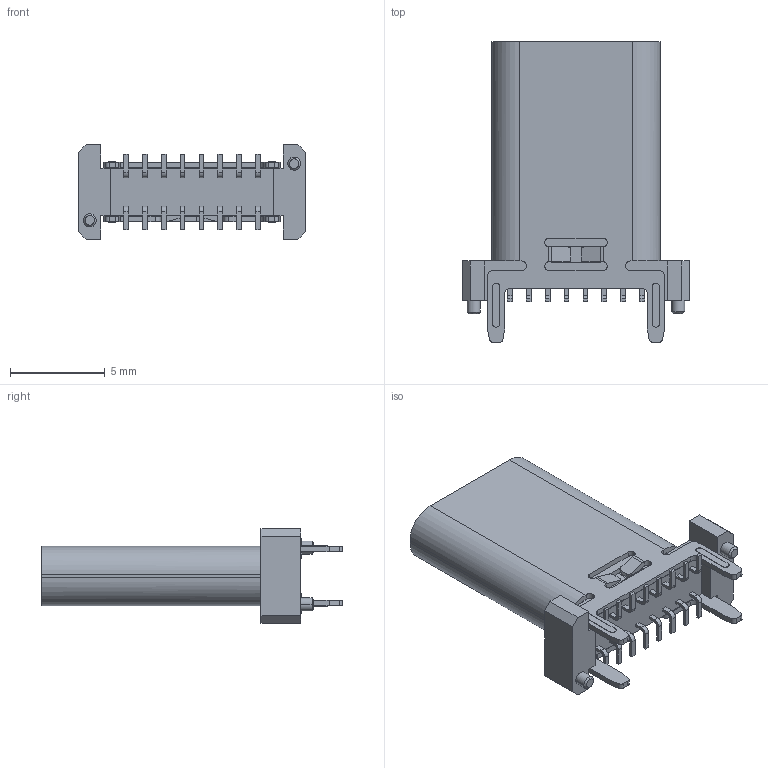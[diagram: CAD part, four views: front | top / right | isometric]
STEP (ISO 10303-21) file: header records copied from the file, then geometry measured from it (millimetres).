
FILE_DESCRIPTION((''),'2;1');
FILE_NAME('TYPE-C_16PIN___A_H0009','2025-02-28T09:01:59',('Administrator'),(''),'CREO PARAMETRIC BY PTC INC, 2020154','CREO PARAMETRIC BY PTC INC, 2020154','');
FILE_SCHEMA(('AUTOMOTIVE_DESIGN { 1 0 10303 214 1 1 1 1 }'));
Length unit declared in the file: millimetre
Products named in the file (1): TYPE-C_16PIN___A_H0009
Bounding box: 12 x 15.9 x 5 mm (x, y, z)
Volume: 276.8 mm3; surface area: 908.9 mm2
Topology: 1 solids, 1 shells, 542 faces, 1536 edges, 1015 vertices
Faces by surface type: plane 374, cylinder 156, cone 12
Entity records: 22331 total; most frequent: CARTESIAN_POINT 3259, ORIENTED_EDGE 3072, DIRECTION 2921, PRESENTATION_STYLE_ASSIGNMENT 1537, STYLED_ITEM 1537, CURVE_STYLE 1536, EDGE_CURVE 1536, VECTOR 1179
